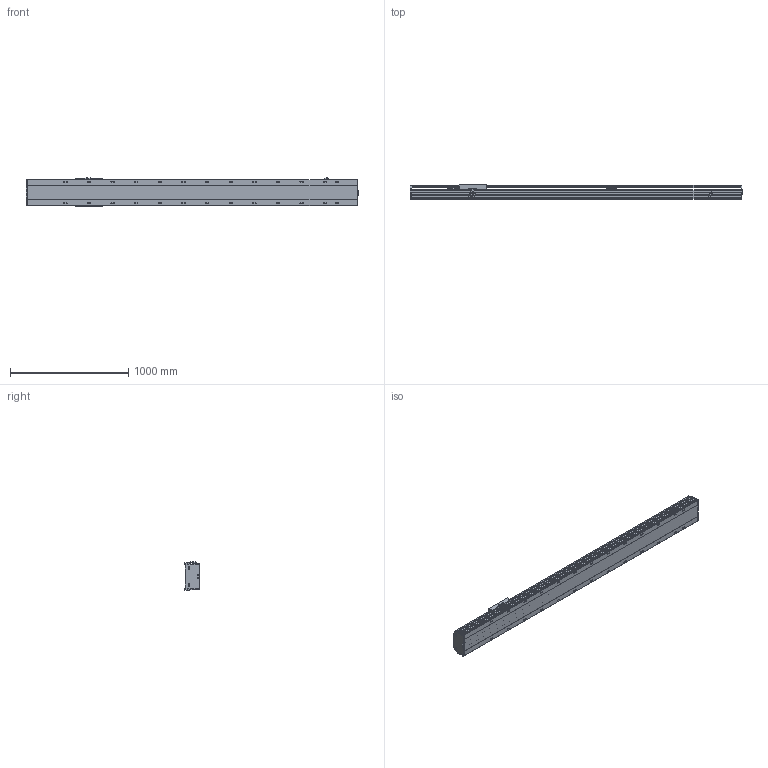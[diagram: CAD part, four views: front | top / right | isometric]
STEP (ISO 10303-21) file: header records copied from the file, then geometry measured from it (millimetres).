
FILE_DESCRIPTION (( 'STEP AP214' ), '1' );
FILE_NAME ('WEX220BC-25XLD-2000XXXX.STEP', '2025-02-28T16:55:55', ( '' ), ( '' ), 'SwSTEP 2.0', 'SolidWorks 2022', '' );
FILE_SCHEMA (( 'AUTOMOTIVE_DESIGN' ));
Length unit declared in the file: millimetre
Products named in the file (13): WEX220M-2000-7; WEX220M-2000-9; WEX220M-2000-TOPPLATE; WEX220M-2000-2; WEX220M-2000-6; WEX220M-2000-1; FANG STICKER; WEX220M-2000-5; WEX220M-2000CARRIAGE; WEX220BC-25XLD-2000XXXX; WEX220M-2000-8; WEX220M-2000-3; WEX220M-2000-4
Assembly tree (12 placements, depth 2):
  WEX220M-2000-5
  WEX220BC-25XLD-2000XXXX
    WEX220M-2000-1
    WEX220M-2000-TOPPLATE
    WEX220M-2000-2
    WEX220M-2000CARRIAGE
    WEX220M-2000-4
    WEX220M-2000-6  x3
    WEX220M-2000-7
    WEX220M-2000-8
    WEX220M-2000-9
    FANG STICKER
  WEX220M-2000-3
Bounding box: 2810.8 x 122 x 238.76 mm (x, y, z)
Volume: 33560225.7 mm3; surface area: 4038872.5 mm2
Topology: 12 solids, 12 shells, 1498 faces, 3869 edges, 2432 vertices
Faces by surface type: plane 897, cylinder 399, cone 144, torus 58
Entity records: 38459 total; most frequent: CARTESIAN_POINT 6830, DIRECTION 6437, ORIENTED_EDGE 6234, EDGE_CURVE 3117, VECTOR 2287, LINE 2287, AXIS2_PLACEMENT_3D 2075, VERTEX_POINT 2028
